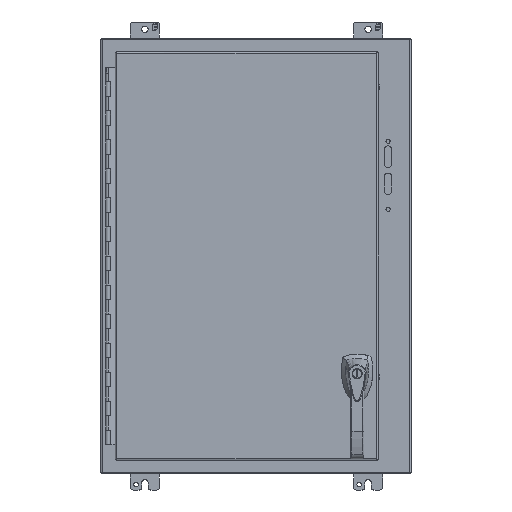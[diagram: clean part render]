
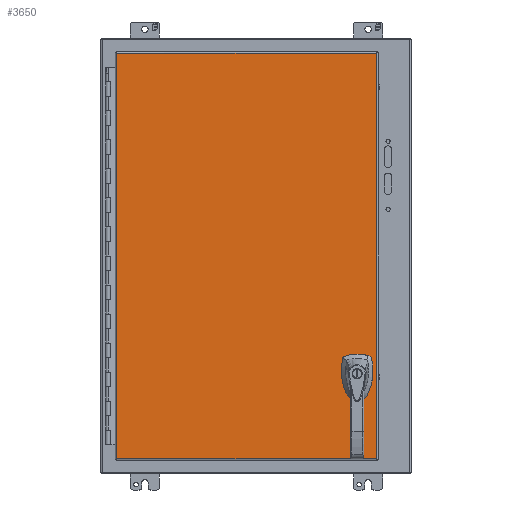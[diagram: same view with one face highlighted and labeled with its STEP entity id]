
A CAD part, front view. The second image highlights one B-rep face of the part: STEP entity #3650.
In plain terms, the highlighted planar face has unit normal (0, -1, 0).
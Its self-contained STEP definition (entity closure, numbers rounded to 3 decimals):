
#84 = DIRECTION ( 'NONE',  ( 0., 0., -1. ) ) ;
#402 = VECTOR ( 'NONE', #22562, 1000. ) ;
#466 = DIRECTION ( 'NONE',  ( 0., 0., -1. ) ) ;
#2521 = AXIS2_PLACEMENT_3D ( 'NONE', #3266, #21976, #50171 ) ;
#2587 = DIRECTION ( 'NONE',  ( 0., 1., 0. ) ) ;
#3171 = CIRCLE ( 'NONE', #6119, 11.24 ) ;
#3266 = CARTESIAN_POINT ( 'NONE',  ( 177.127, -225.428, -239.954 ) ) ;
#3644 = DIRECTION ( 'NONE',  ( -1., 0., 0. ) ) ;
#3650 = ADVANCED_FACE ( 'NONE', ( #22185, #41804, #59603 ), #54992, .T. ) ;
#4128 = EDGE_CURVE ( 'NONE', #56014, #14619, #11399, .T. ) ;
#4133 = AXIS2_PLACEMENT_3D ( 'NONE', #58122, #2587, #25580 ) ;
#5769 = VERTEX_POINT ( 'NONE', #43555 ) ;
#6018 = EDGE_CURVE ( 'NONE', #5769, #17400, #8246, .T. ) ;
#6119 = AXIS2_PLACEMENT_3D ( 'NONE', #42492, #38828, #466 ) ;
#6450 = CARTESIAN_POINT ( 'NONE',  ( 172.086, -225.428, -216.014 ) ) ;
#7767 = DIRECTION ( 'NONE',  ( 0., -1., 0. ) ) ;
#7826 = LINE ( 'NONE', #26541, #11721 ) ;
#8246 = LINE ( 'NONE', #45650, #56009 ) ;
#8249 = CARTESIAN_POINT ( 'NONE',  ( 167.081, -225.428, -211.009 ) ) ;
#8731 = CARTESIAN_POINT ( 'NONE',  ( 187.173, -225.428, -200.928 ) ) ;
#8940 = VERTEX_POINT ( 'NONE', #31525 ) ;
#9645 = ORIENTED_EDGE ( 'NONE', *, *, #28548, .T. ) ;
#11201 = DIRECTION ( 'NONE',  ( 1., 0., 0. ) ) ;
#11399 = LINE ( 'NONE', #58028, #14941 ) ;
#11721 = VECTOR ( 'NONE', #39739, 1000. ) ;
#11867 = VERTEX_POINT ( 'NONE', #16511 ) ;
#12337 = ORIENTED_EDGE ( 'NONE', *, *, #6018, .T. ) ;
#12412 = ORIENTED_EDGE ( 'NONE', *, *, #49997, .T. ) ;
#12962 = AXIS2_PLACEMENT_3D ( 'NONE', #13273, #7767, #27093 ) ;
#13273 = CARTESIAN_POINT ( 'NONE',  ( -246.723, -225.428, -357.988 ) ) ;
#14619 = VERTEX_POINT ( 'NONE', #51367 ) ;
#14941 = VECTOR ( 'NONE', #44499, 1000. ) ;
#15568 = ORIENTED_EDGE ( 'NONE', *, *, #42633, .T. ) ;
#16177 = DIRECTION ( 'NONE',  ( 0., 0., 1. ) ) ;
#16259 = DIRECTION ( 'NONE',  ( 0., 0., -1. ) ) ;
#16511 = CARTESIAN_POINT ( 'NONE',  ( -243.98, -225.428, -355.244 ) ) ;
#17400 = VERTEX_POINT ( 'NONE', #6450 ) ;
#17656 = CARTESIAN_POINT ( 'NONE',  ( -246.723, -225.428, 355.244 ) ) ;
#20860 = CARTESIAN_POINT ( 'NONE',  ( 177.127, -225.428, -205.969 ) ) ;
#21155 = ORIENTED_EDGE ( 'NONE', *, *, #4128, .T. ) ;
#21976 = DIRECTION ( 'NONE',  ( 0., 1., 0. ) ) ;
#22185 = FACE_BOUND ( 'NONE', #45668, .T. ) ;
#22323 = ORIENTED_EDGE ( 'NONE', *, *, #60589, .T. ) ;
#22562 = DIRECTION ( 'NONE',  ( -1., 0., 0. ) ) ;
#22799 = DIRECTION ( 'NONE',  ( 0., 1., 0. ) ) ;
#22945 = CARTESIAN_POINT ( 'NONE',  ( 210.909, -225.428, -357.988 ) ) ;
#23520 = EDGE_CURVE ( 'NONE', #41685, #8940, #25665, .T. ) ;
#25580 = DIRECTION ( 'NONE',  ( 0., 0., -1. ) ) ;
#25665 = LINE ( 'NONE', #58199, #35981 ) ;
#25747 = CIRCLE ( 'NONE', #52179, 11.24 ) ;
#26541 = CARTESIAN_POINT ( 'NONE',  ( -243.98, -225.428, -357.988 ) ) ;
#26642 = LINE ( 'NONE', #22945, #30251 ) ;
#27093 = DIRECTION ( 'NONE',  ( 0., 0., -1. ) ) ;
#27099 = CARTESIAN_POINT ( 'NONE',  ( 177.127, -225.428, -205.969 ) ) ;
#27177 = LINE ( 'NONE', #17656, #402 ) ;
#28270 = ORIENTED_EDGE ( 'NONE', *, *, #23520, .T. ) ;
#28308 = EDGE_LOOP ( 'NONE', ( #46425 ) ) ;
#28548 = EDGE_CURVE ( 'NONE', #11867, #56439, #43999, .T. ) ;
#30251 = VECTOR ( 'NONE', #41657, 1000. ) ;
#31525 = CARTESIAN_POINT ( 'NONE',  ( 167.081, -225.428, -200.928 ) ) ;
#32088 = EDGE_LOOP ( 'NONE', ( #22323, #60484, #33281, #9645 ) ) ;
#32217 = CARTESIAN_POINT ( 'NONE',  ( 172.086, -225.428, -195.923 ) ) ;
#33281 = ORIENTED_EDGE ( 'NONE', *, *, #36198, .T. ) ;
#33820 = EDGE_CURVE ( 'NONE', #14619, #36740, #25747, .T. ) ;
#35563 = DIRECTION ( 'NONE',  ( 0., 1., 0. ) ) ;
#35981 = VECTOR ( 'NONE', #16177, 1000. ) ;
#36198 = EDGE_CURVE ( 'NONE', #38372, #11867, #7826, .T. ) ;
#36740 = VERTEX_POINT ( 'NONE', #8731 ) ;
#37862 = AXIS2_PLACEMENT_3D ( 'NONE', #20860, #35563, #16259 ) ;
#38372 = VERTEX_POINT ( 'NONE', #59144 ) ;
#38828 = DIRECTION ( 'NONE',  ( 0., 1., 0. ) ) ;
#39739 = DIRECTION ( 'NONE',  ( 0., 0., -1. ) ) ;
#40472 = VERTEX_POINT ( 'NONE', #55320 ) ;
#40658 = EDGE_CURVE ( 'NONE', #36740, #60397, #42113, .T. ) ;
#41352 = CARTESIAN_POINT ( 'NONE',  ( 210.909, -225.428, -355.244 ) ) ;
#41657 = DIRECTION ( 'NONE',  ( 0., 0., 1. ) ) ;
#41685 = VERTEX_POINT ( 'NONE', #8249 ) ;
#41804 = FACE_OUTER_BOUND ( 'NONE', #32088, .T. ) ;
#42113 = LINE ( 'NONE', #56546, #49167 ) ;
#42318 = CIRCLE ( 'NONE', #4133, 11.24 ) ;
#42492 = CARTESIAN_POINT ( 'NONE',  ( 177.127, -225.428, -205.969 ) ) ;
#42536 = EDGE_CURVE ( 'NONE', #60397, #5769, #3171, .T. ) ;
#42633 = EDGE_CURVE ( 'NONE', #17400, #41685, #42318, .T. ) ;
#42710 = VERTEX_POINT ( 'NONE', #56842 ) ;
#43555 = CARTESIAN_POINT ( 'NONE',  ( 182.168, -225.428, -216.014 ) ) ;
#43999 = LINE ( 'NONE', #48894, #44215 ) ;
#44215 = VECTOR ( 'NONE', #11201, 1000. ) ;
#44499 = DIRECTION ( 'NONE',  ( 1., 0., 0. ) ) ;
#45650 = CARTESIAN_POINT ( 'NONE',  ( -246.723, -225.428, -216.014 ) ) ;
#45668 = EDGE_LOOP ( 'NONE', ( #12337, #15568, #28270, #12412, #21155, #50821, #49984, #55512 ) ) ;
#45891 = EDGE_CURVE ( 'NONE', #40472, #38372, #27177, .T. ) ;
#46425 = ORIENTED_EDGE ( 'NONE', *, *, #49303, .T. ) ;
#47640 = CIRCLE ( 'NONE', #37862, 11.24 ) ;
#48894 = CARTESIAN_POINT ( 'NONE',  ( -246.723, -225.428, -355.244 ) ) ;
#49167 = VECTOR ( 'NONE', #84, 1000. ) ;
#49303 = EDGE_CURVE ( 'NONE', #42710, #42710, #52469, .T. ) ;
#49984 = ORIENTED_EDGE ( 'NONE', *, *, #40658, .T. ) ;
#49997 = EDGE_CURVE ( 'NONE', #8940, #56014, #47640, .T. ) ;
#50171 = DIRECTION ( 'NONE',  ( 0., 0., -1. ) ) ;
#50821 = ORIENTED_EDGE ( 'NONE', *, *, #33820, .T. ) ;
#51367 = CARTESIAN_POINT ( 'NONE',  ( 182.168, -225.428, -195.923 ) ) ;
#52179 = AXIS2_PLACEMENT_3D ( 'NONE', #27099, #22799, #55310 ) ;
#52469 = CIRCLE ( 'NONE', #2521, 4.242 ) ;
#54992 = PLANE ( 'NONE',  #12962 ) ;
#55310 = DIRECTION ( 'NONE',  ( 0., 0., -1. ) ) ;
#55320 = CARTESIAN_POINT ( 'NONE',  ( 210.909, -225.428, 355.244 ) ) ;
#55512 = ORIENTED_EDGE ( 'NONE', *, *, #42536, .T. ) ;
#56009 = VECTOR ( 'NONE', #3644, 1000. ) ;
#56014 = VERTEX_POINT ( 'NONE', #32217 ) ;
#56439 = VERTEX_POINT ( 'NONE', #41352 ) ;
#56546 = CARTESIAN_POINT ( 'NONE',  ( 187.173, -225.428, -357.988 ) ) ;
#56842 = CARTESIAN_POINT ( 'NONE',  ( 177.127, -225.428, -244.196 ) ) ;
#58028 = CARTESIAN_POINT ( 'NONE',  ( -246.723, -225.428, -195.923 ) ) ;
#58122 = CARTESIAN_POINT ( 'NONE',  ( 177.127, -225.428, -205.969 ) ) ;
#58199 = CARTESIAN_POINT ( 'NONE',  ( 167.081, -225.428, -357.988 ) ) ;
#58556 = CARTESIAN_POINT ( 'NONE',  ( 187.173, -225.428, -211.009 ) ) ;
#59144 = CARTESIAN_POINT ( 'NONE',  ( -243.98, -225.428, 355.244 ) ) ;
#59603 = FACE_BOUND ( 'NONE', #28308, .T. ) ;
#60397 = VERTEX_POINT ( 'NONE', #58556 ) ;
#60484 = ORIENTED_EDGE ( 'NONE', *, *, #45891, .T. ) ;
#60589 = EDGE_CURVE ( 'NONE', #56439, #40472, #26642, .T. ) ;
